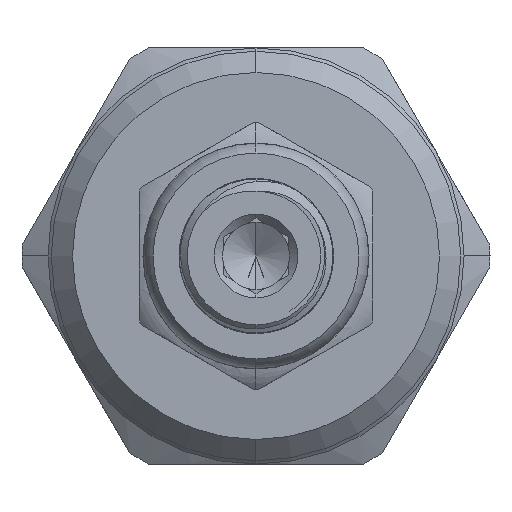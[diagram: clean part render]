
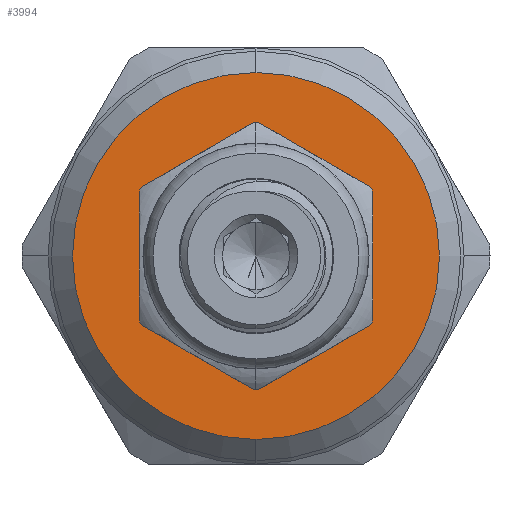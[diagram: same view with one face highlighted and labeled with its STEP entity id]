
A CAD part, left-side view. The second image highlights one B-rep face of the part: STEP entity #3994.
In plain terms, the highlighted planar face has unit normal (-1, 0, 0).
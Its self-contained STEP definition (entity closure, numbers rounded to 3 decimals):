
#316 = CIRCLE ( 'NONE', #6266, 11.2 ) ;
#318 = DIRECTION ( 'NONE',  ( 1., 0., 0. ) ) ;
#442 = DIRECTION ( 'NONE',  ( 1., 0., 0. ) ) ;
#665 = DIRECTION ( 'NONE',  ( 0., 0., -1. ) ) ;
#705 = EDGE_CURVE ( 'NONE', #10987, #12664, #3736, .T. ) ;
#805 = AXIS2_PLACEMENT_3D ( 'NONE', #6516, #442, #9549 ) ;
#848 = EDGE_CURVE ( 'NONE', #8180, #5879, #316, .T. ) ;
#986 = CARTESIAN_POINT ( 'NONE',  ( -6.4, 0., -11.2 ) ) ;
#1596 = PLANE ( 'NONE',  #9124 ) ;
#1946 = CARTESIAN_POINT ( 'NONE',  ( -6.4, 0., 0. ) ) ;
#1993 = DIRECTION ( 'NONE',  ( 0., 0., -1. ) ) ;
#2455 = FACE_OUTER_BOUND ( 'NONE', #3950, .T. ) ;
#2499 = CARTESIAN_POINT ( 'NONE',  ( -6.4, 0., 6.875 ) ) ;
#2650 = CARTESIAN_POINT ( 'NONE',  ( -6.4, 0., 0. ) ) ;
#2731 = CARTESIAN_POINT ( 'NONE',  ( -6.4, 0., 0. ) ) ;
#2907 = DIRECTION ( 'NONE',  ( -1., 0., 0. ) ) ;
#3736 = CIRCLE ( 'NONE', #3816, 6.875 ) ;
#3816 = AXIS2_PLACEMENT_3D ( 'NONE', #2731, #10650, #8570 ) ;
#3950 = EDGE_LOOP ( 'NONE', ( #10807, #12720 ) ) ;
#3994 = ADVANCED_FACE ( 'NONE', ( #5405, #2455 ), #1596, .F. ) ;
#4361 = DIRECTION ( 'NONE',  ( 0., 0., -1. ) ) ;
#5405 = FACE_BOUND ( 'NONE', #8090, .T. ) ;
#5451 = EDGE_CURVE ( 'NONE', #12664, #10987, #6987, .T. ) ;
#5465 = DIRECTION ( 'NONE',  ( -1., 0., 0. ) ) ;
#5519 = ORIENTED_EDGE ( 'NONE', *, *, #5451, .T. ) ;
#5879 = VERTEX_POINT ( 'NONE', #10593 ) ;
#6266 = AXIS2_PLACEMENT_3D ( 'NONE', #1946, #2907, #1993 ) ;
#6516 = CARTESIAN_POINT ( 'NONE',  ( -6.4, 0., 0. ) ) ;
#6987 = CIRCLE ( 'NONE', #805, 6.875 ) ;
#7204 = AXIS2_PLACEMENT_3D ( 'NONE', #2650, #5465, #665 ) ;
#8090 = EDGE_LOOP ( 'NONE', ( #9992, #5519 ) ) ;
#8180 = VERTEX_POINT ( 'NONE', #986 ) ;
#8570 = DIRECTION ( 'NONE',  ( 0., 0., -1. ) ) ;
#8579 = CARTESIAN_POINT ( 'NONE',  ( -6.4, 0., -6.875 ) ) ;
#8616 = CARTESIAN_POINT ( 'NONE',  ( -6.4, 0., 0. ) ) ;
#9124 = AXIS2_PLACEMENT_3D ( 'NONE', #8616, #318, #4361 ) ;
#9549 = DIRECTION ( 'NONE',  ( 0., 0., -1. ) ) ;
#9992 = ORIENTED_EDGE ( 'NONE', *, *, #705, .T. ) ;
#10593 = CARTESIAN_POINT ( 'NONE',  ( -6.4, 0., 11.2 ) ) ;
#10650 = DIRECTION ( 'NONE',  ( 1., 0., 0. ) ) ;
#10807 = ORIENTED_EDGE ( 'NONE', *, *, #848, .T. ) ;
#10987 = VERTEX_POINT ( 'NONE', #2499 ) ;
#12581 = EDGE_CURVE ( 'NONE', #5879, #8180, #12801, .T. ) ;
#12664 = VERTEX_POINT ( 'NONE', #8579 ) ;
#12720 = ORIENTED_EDGE ( 'NONE', *, *, #12581, .T. ) ;
#12801 = CIRCLE ( 'NONE', #7204, 11.2 ) ;
